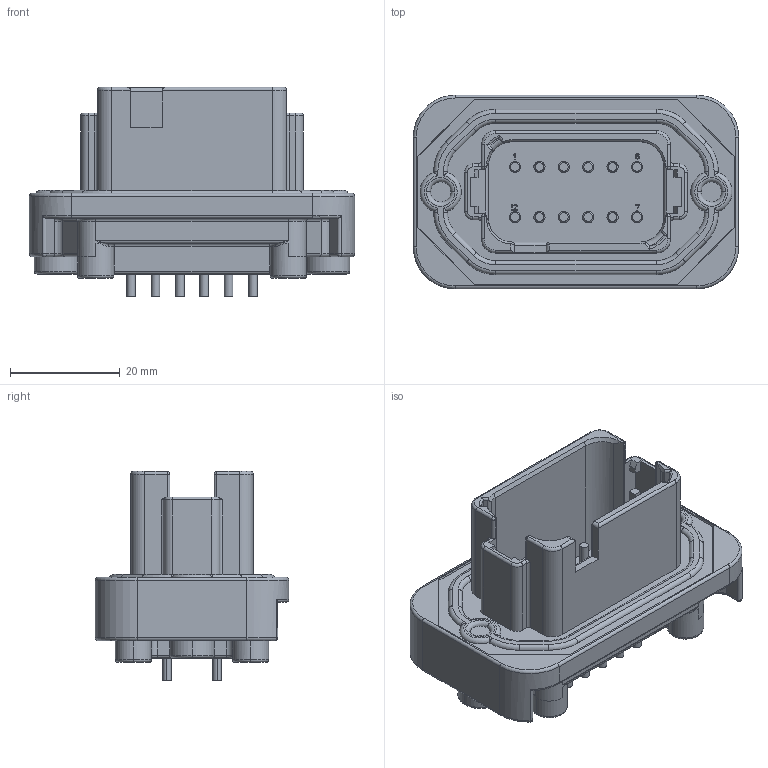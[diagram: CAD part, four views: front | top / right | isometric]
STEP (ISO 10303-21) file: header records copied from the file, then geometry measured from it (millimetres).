
FILE_DESCRIPTION((''),'2;1');
FILE_NAME('C-DT15-12PD-B016','2019-11-08T04:15:01',('workeradm'),('TE Connectivity Ltd.'),'CREO PARAMETRIC BY PTC INC, 2019030','CREO PARAMETRIC BY PTC INC, 2019030','');
FILE_SCHEMA(('AUTOMOTIVE_DESIGN { 1 0 10303 214 1 1 1 1 }'));
Length unit declared in the file: millimetre
Products named in the file (1): C-DT15-12PD-B016
Bounding box: 59.21 x 35.26 x 38.15 mm (x, y, z)
Volume: 23668 mm3; surface area: 12691.9 mm2
Topology: 1 solids, 1 shells, 669 faces, 1667 edges, 1045 vertices
Faces by surface type: plane 298, cylinder 217, torus 87, cone 54, sphere 8, bspline 5
Entity records: 21254 total; most frequent: CARTESIAN_POINT 4865, DIRECTION 3467, ORIENTED_EDGE 3334, EDGE_CURVE 1667, AXIS2_PLACEMENT_3D 1241, VERTEX_POINT 1045, VECTOR 985, LINE 985
